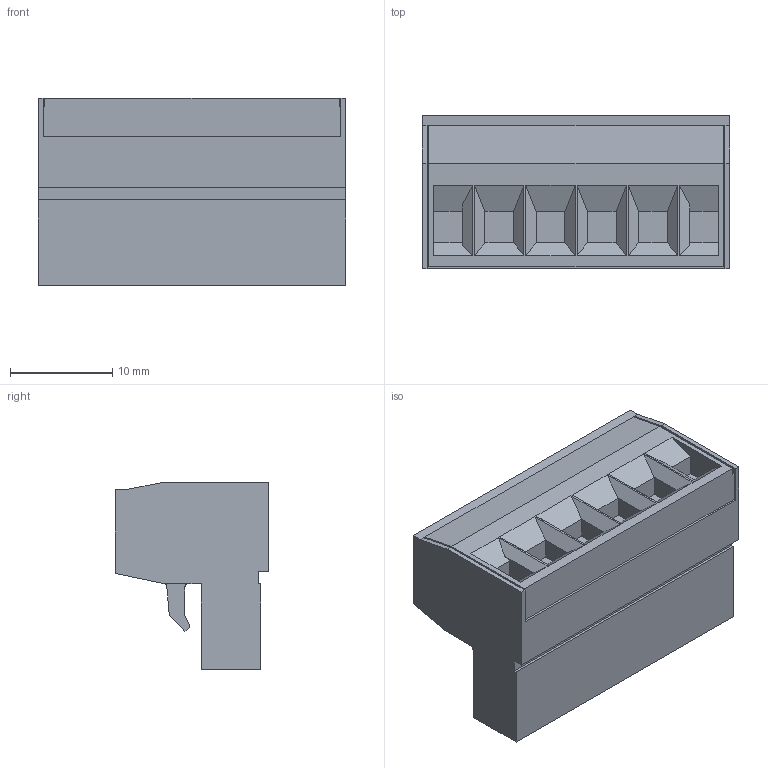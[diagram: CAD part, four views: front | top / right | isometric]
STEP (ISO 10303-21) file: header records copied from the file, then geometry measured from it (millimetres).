
FILE_DESCRIPTION((''),'2;1');
FILE_NAME('395200006','2015-02-05T',('ME'),(''),'PRO/ENGINEER BY PARAMETRIC TECHNOLOGY CORPORATION, 2011490','PRO/ENGINEER BY PARAMETRIC TECHNOLOGY CORPORATION, 2011490','');
FILE_SCHEMA(('CONFIG_CONTROL_DESIGN'));
Length unit declared in the file: inch
Products named in the file (1): 395200006
Bounding box: 30 x 14.99 x 18.29 mm (x, y, z)
Volume: 5269.4 mm3; surface area: 3077.1 mm2
Topology: 1 solids, 1 shells, 245 faces, 597 edges, 414 vertices
Faces by surface type: plane 191, cylinder 54
Entity records: 7108 total; most frequent: CARTESIAN_POINT 1221, DIRECTION 1197, ORIENTED_EDGE 1158, EDGE_CURVE 579, VECTOR 489, LINE 489, VERTEX_POINT 378, AXIS2_PLACEMENT_3D 354
